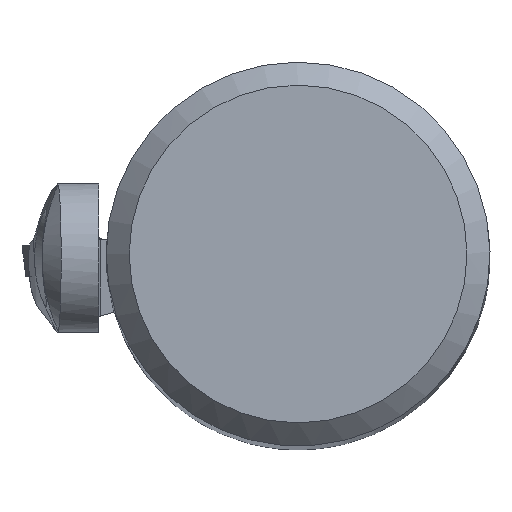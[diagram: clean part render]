
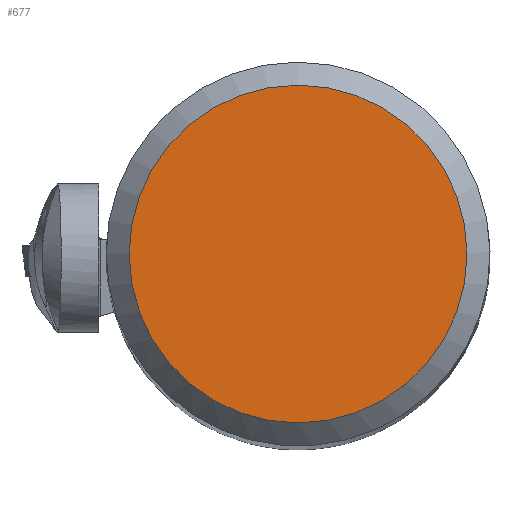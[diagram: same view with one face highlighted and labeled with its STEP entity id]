
A CAD part, top view. The second image highlights one B-rep face of the part: STEP entity #677.
In plain terms, the highlighted planar face has unit normal (0, 0, 1).
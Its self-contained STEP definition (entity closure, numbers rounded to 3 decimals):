
#384=CIRCLE('',#7092,11.);
#677=ADVANCED_FACE('',(#1320),#1007,.F.);
#1007=PLANE('',#7093);
#1320=FACE_OUTER_BOUND('',#1682,.T.);
#1682=EDGE_LOOP('',(#2297));
#2297=ORIENTED_EDGE('',*,*,#4702,.T.);
#4020=VERTEX_POINT('',#10028);
#4702=EDGE_CURVE('',#4020,#4020,#384,.T.);
#7092=AXIS2_PLACEMENT_3D('',#10027,#7915,#7916);
#7093=AXIS2_PLACEMENT_3D('',#10029,#7917,#7918);
#7915=DIRECTION('',(0.,0.,1.));
#7916=DIRECTION('',(-1.,0.,0.));
#7917=DIRECTION('',(0.,0.,-1.));
#7918=DIRECTION('',(-1.,0.,0.));
#10027=CARTESIAN_POINT('',(0.,0.,57.));
#10028=CARTESIAN_POINT('',(-11.,0.,57.));
#10029=CARTESIAN_POINT('',(0.,0.,57.));
